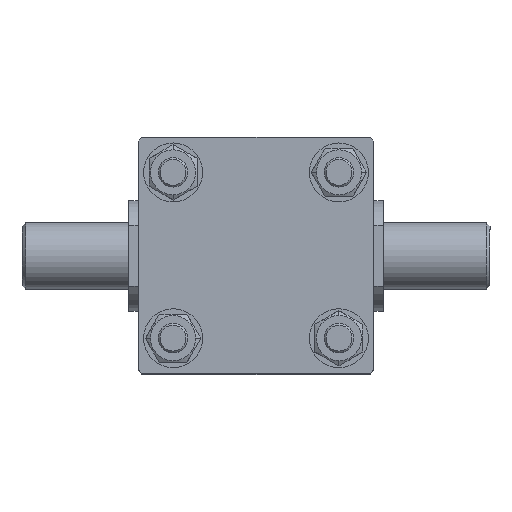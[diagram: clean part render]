
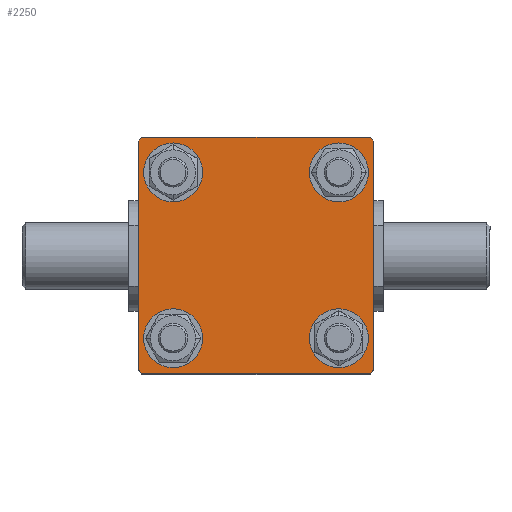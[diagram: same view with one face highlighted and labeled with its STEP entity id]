
A CAD part, top view. The second image highlights one B-rep face of the part: STEP entity #2250.
In plain terms, the highlighted planar face has unit normal (0, 0, 1).
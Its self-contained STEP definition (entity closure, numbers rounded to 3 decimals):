
#1666 = FACE_BOUND ( 'NONE', #9257, .T. ) ;
#1669 = FACE_OUTER_BOUND ( 'NONE', #9259, .T. ) ;
#1670 = FACE_BOUND ( 'NONE', #9262, .T. ) ;
#1672 = FACE_BOUND ( 'NONE', #9260, .T. ) ;
#1673 = FACE_BOUND ( 'NONE', #9258, .T. ) ;
#2059 = LINE ( 'NONE', #6014, #2067 ) ;
#2066 = LINE ( 'NONE', #6022, #2070 ) ;
#2067 = VECTOR ( 'NONE', #6019, 1000. ) ;
#2070 = VECTOR ( 'NONE', #6020, 1000. ) ;
#2071 = LINE ( 'NONE', #6041, #2075 ) ;
#2073 = CIRCLE ( 'NONE', #3211, 4.5 ) ;
#2074 = LINE ( 'NONE', #6045, #2077 ) ;
#2075 = VECTOR ( 'NONE', #6029, 1000. ) ;
#2076 = CIRCLE ( 'NONE', #3212, 4.5 ) ;
#2077 = VECTOR ( 'NONE', #6046, 1000. ) ;
#2079 = CIRCLE ( 'NONE', #3214, 4.5 ) ;
#2081 = CIRCLE ( 'NONE', #3213, 4.5 ) ;
#2089 = LINE ( 'NONE', #6090, #2096 ) ;
#2096 = VECTOR ( 'NONE', #6105, 1000. ) ;
#2098 = LINE ( 'NONE', #6127, #2105 ) ;
#2105 = VECTOR ( 'NONE', #6139, 1000. ) ;
#2110 = LINE ( 'NONE', #6154, #2111 ) ;
#2111 = VECTOR ( 'NONE', #6155, 1000. ) ;
#2116 = LINE ( 'NONE', #6172, #2119 ) ;
#2119 = VECTOR ( 'NONE', #6173, 1000. ) ;
#2250 = ADVANCED_FACE ( 'NONE', ( #1670, #1673, #1666, #1672, #1669 ), #4678, .F. ) ;
#2590 = CARTESIAN_POINT ( 'NONE',  ( 22.5, 22.5, 15. ) ) ;
#2591 = DIRECTION ( 'NONE',  ( 0., 0., -1. ) ) ;
#2592 = DIRECTION ( 'NONE',  ( -1., 0., 0. ) ) ;
#2610 = CARTESIAN_POINT ( 'NONE',  ( 22.5, -22.5, 15. ) ) ;
#2611 = DIRECTION ( 'NONE',  ( 0., 0., -1. ) ) ;
#2612 = DIRECTION ( 'NONE',  ( -1., 0., 0. ) ) ;
#2664 = CARTESIAN_POINT ( 'NONE',  ( -22.5, -22.5, 15. ) ) ;
#2665 = DIRECTION ( 'NONE',  ( 0., 0., -1. ) ) ;
#2666 = DIRECTION ( 'NONE',  ( -1., 0., 0. ) ) ;
#2709 = CARTESIAN_POINT ( 'NONE',  ( -22.5, 22.5, 15. ) ) ;
#2710 = DIRECTION ( 'NONE',  ( 0., 0., -1. ) ) ;
#2711 = DIRECTION ( 'NONE',  ( -1., 0., 0. ) ) ;
#3030 = AXIS2_PLACEMENT_3D ( 'NONE', #4675, #4672, #4671 ) ;
#3211 = AXIS2_PLACEMENT_3D ( 'NONE', #6042, #6043, #6044 ) ;
#3212 = AXIS2_PLACEMENT_3D ( 'NONE', #6049, #6050, #6051 ) ;
#3213 = AXIS2_PLACEMENT_3D ( 'NONE', #6077, #6078, #6079 ) ;
#3214 = AXIS2_PLACEMENT_3D ( 'NONE', #6082, #6083, #6084 ) ;
#3249 = AXIS2_PLACEMENT_3D ( 'NONE', #2590, #2591, #2592 ) ;
#3252 = AXIS2_PLACEMENT_3D ( 'NONE', #2610, #2611, #2612 ) ;
#3259 = AXIS2_PLACEMENT_3D ( 'NONE', #2664, #2665, #2666 ) ;
#3271 = AXIS2_PLACEMENT_3D ( 'NONE', #2709, #2710, #2711 ) ;
#3492 = ORIENTED_EDGE ( 'NONE', *, *, #5056, .T. ) ;
#3493 = ORIENTED_EDGE ( 'NONE', *, *, #4917, .T. ) ;
#3556 = ORIENTED_EDGE ( 'NONE', *, *, #5040, .T. ) ;
#3748 = VERTEX_POINT ( 'NONE', #7484 ) ;
#3754 = VERTEX_POINT ( 'NONE', #7490 ) ;
#3757 = VERTEX_POINT ( 'NONE', #7493 ) ;
#3758 = VERTEX_POINT ( 'NONE', #7494 ) ;
#3759 = VERTEX_POINT ( 'NONE', #7495 ) ;
#3762 = VERTEX_POINT ( 'NONE', #7498 ) ;
#3763 = VERTEX_POINT ( 'NONE', #7499 ) ;
#3766 = VERTEX_POINT ( 'NONE', #7502 ) ;
#3767 = VERTEX_POINT ( 'NONE', #7503 ) ;
#3795 = VERTEX_POINT ( 'NONE', #7531 ) ;
#3797 = VERTEX_POINT ( 'NONE', #7533 ) ;
#3798 = VERTEX_POINT ( 'NONE', #7534 ) ;
#3799 = VERTEX_POINT ( 'NONE', #7535 ) ;
#3801 = VERTEX_POINT ( 'NONE', #7537 ) ;
#3802 = VERTEX_POINT ( 'NONE', #7538 ) ;
#3804 = VERTEX_POINT ( 'NONE', #7540 ) ;
#4671 = DIRECTION ( 'NONE',  ( -1., 0., 0. ) ) ;
#4672 = DIRECTION ( 'NONE',  ( 0., 0., -1. ) ) ;
#4675 = CARTESIAN_POINT ( 'NONE',  ( 0., 0., 15. ) ) ;
#4678 = PLANE ( 'NONE',  #3030 ) ;
#4904 = EDGE_CURVE ( 'NONE', #3801, #3748, #2059, .T. ) ;
#4906 = EDGE_CURVE ( 'NONE', #3797, #3804, #2066, .T. ) ;
#4909 = EDGE_CURVE ( 'NONE', #3767, #3766, #2073, .T. ) ;
#4910 = EDGE_CURVE ( 'NONE', #3799, #3802, #2071, .T. ) ;
#4911 = EDGE_CURVE ( 'NONE', #3795, #3798, #2074, .T. ) ;
#4912 = EDGE_CURVE ( 'NONE', #3763, #3762, #2076, .T. ) ;
#4917 = EDGE_CURVE ( 'NONE', #3759, #3758, #2081, .T. ) ;
#4918 = EDGE_CURVE ( 'NONE', #3757, #3754, #2079, .T. ) ;
#4925 = EDGE_CURVE ( 'NONE', #3804, #3801, #2089, .T. ) ;
#4932 = EDGE_CURVE ( 'NONE', #3802, #3797, #2098, .T. ) ;
#4936 = EDGE_CURVE ( 'NONE', #3798, #3799, #2110, .T. ) ;
#4941 = EDGE_CURVE ( 'NONE', #3748, #3795, #2116, .T. ) ;
#5013 = EDGE_CURVE ( 'NONE', #3766, #3767, #6343, .T. ) ;
#5021 = EDGE_CURVE ( 'NONE', #3762, #3763, #6357, .T. ) ;
#5040 = EDGE_CURVE ( 'NONE', #3758, #3759, #6377, .T. ) ;
#5056 = EDGE_CURVE ( 'NONE', #3754, #3757, #6397, .T. ) ;
#6014 = CARTESIAN_POINT ( 'NONE',  ( 32., -31., 15. ) ) ;
#6019 = DIRECTION ( 'NONE',  ( 0.707, 0.707, 0. ) ) ;
#6020 = DIRECTION ( 'NONE',  ( 0.707, -0.707, 0. ) ) ;
#6022 = CARTESIAN_POINT ( 'NONE',  ( -31., -32., 15. ) ) ;
#6029 = DIRECTION ( 'NONE',  ( -0.707, -0.707, 0. ) ) ;
#6041 = CARTESIAN_POINT ( 'NONE',  ( -32., 31., 15. ) ) ;
#6042 = CARTESIAN_POINT ( 'NONE',  ( 22.5, 22.5, 15. ) ) ;
#6043 = DIRECTION ( 'NONE',  ( 0., 0., -1. ) ) ;
#6044 = DIRECTION ( 'NONE',  ( -1., 0., 0. ) ) ;
#6045 = CARTESIAN_POINT ( 'NONE',  ( 31., 32., 15. ) ) ;
#6046 = DIRECTION ( 'NONE',  ( -0.707, 0.707, 0. ) ) ;
#6049 = CARTESIAN_POINT ( 'NONE',  ( 22.5, -22.5, 15. ) ) ;
#6050 = DIRECTION ( 'NONE',  ( 0., 0., -1. ) ) ;
#6051 = DIRECTION ( 'NONE',  ( -1., 0., 0. ) ) ;
#6077 = CARTESIAN_POINT ( 'NONE',  ( -22.5, -22.5, 15. ) ) ;
#6078 = DIRECTION ( 'NONE',  ( 0., 0., -1. ) ) ;
#6079 = DIRECTION ( 'NONE',  ( -1., 0., 0. ) ) ;
#6082 = CARTESIAN_POINT ( 'NONE',  ( -22.5, 22.5, 15. ) ) ;
#6083 = DIRECTION ( 'NONE',  ( 0., 0., -1. ) ) ;
#6084 = DIRECTION ( 'NONE',  ( -1., 0., 0. ) ) ;
#6090 = CARTESIAN_POINT ( 'NONE',  ( -32., -32., 15. ) ) ;
#6105 = DIRECTION ( 'NONE',  ( 1., 0., 0. ) ) ;
#6127 = CARTESIAN_POINT ( 'NONE',  ( -32., -32., 15. ) ) ;
#6139 = DIRECTION ( 'NONE',  ( 0., -1., 0. ) ) ;
#6154 = CARTESIAN_POINT ( 'NONE',  ( -32., 32., 15. ) ) ;
#6155 = DIRECTION ( 'NONE',  ( -1., 0., 0. ) ) ;
#6172 = CARTESIAN_POINT ( 'NONE',  ( 32., -32., 15. ) ) ;
#6173 = DIRECTION ( 'NONE',  ( 0., 1., 0. ) ) ;
#6343 = CIRCLE ( 'NONE', #3249, 4.5 ) ;
#6357 = CIRCLE ( 'NONE', #3252, 4.5 ) ;
#6377 = CIRCLE ( 'NONE', #3259, 4.5 ) ;
#6397 = CIRCLE ( 'NONE', #3271, 4.5 ) ;
#7484 = CARTESIAN_POINT ( 'NONE',  ( 32., -31., 15. ) ) ;
#7490 = CARTESIAN_POINT ( 'NONE',  ( -18., 22.5, 15. ) ) ;
#7493 = CARTESIAN_POINT ( 'NONE',  ( -27., 22.5, 15. ) ) ;
#7494 = CARTESIAN_POINT ( 'NONE',  ( -18., -22.5, 15. ) ) ;
#7495 = CARTESIAN_POINT ( 'NONE',  ( -27., -22.5, 15. ) ) ;
#7498 = CARTESIAN_POINT ( 'NONE',  ( 27., -22.5, 15. ) ) ;
#7499 = CARTESIAN_POINT ( 'NONE',  ( 18., -22.5, 15. ) ) ;
#7502 = CARTESIAN_POINT ( 'NONE',  ( 27., 22.5, 15. ) ) ;
#7503 = CARTESIAN_POINT ( 'NONE',  ( 18., 22.5, 15. ) ) ;
#7531 = CARTESIAN_POINT ( 'NONE',  ( 32., 31., 15. ) ) ;
#7533 = CARTESIAN_POINT ( 'NONE',  ( -32., -31., 15. ) ) ;
#7534 = CARTESIAN_POINT ( 'NONE',  ( 31., 32., 15. ) ) ;
#7535 = CARTESIAN_POINT ( 'NONE',  ( -31., 32., 15. ) ) ;
#7537 = CARTESIAN_POINT ( 'NONE',  ( 31., -32., 15. ) ) ;
#7538 = CARTESIAN_POINT ( 'NONE',  ( -32., 31., 15. ) ) ;
#7540 = CARTESIAN_POINT ( 'NONE',  ( -31., -32., 15. ) ) ;
#8614 = ORIENTED_EDGE ( 'NONE', *, *, #4932, .T. ) ;
#8637 = ORIENTED_EDGE ( 'NONE', *, *, #4910, .T. ) ;
#8649 = ORIENTED_EDGE ( 'NONE', *, *, #4904, .T. ) ;
#8705 = ORIENTED_EDGE ( 'NONE', *, *, #4925, .T. ) ;
#8753 = ORIENTED_EDGE ( 'NONE', *, *, #4906, .T. ) ;
#8912 = ORIENTED_EDGE ( 'NONE', *, *, #5013, .T. ) ;
#8913 = ORIENTED_EDGE ( 'NONE', *, *, #4912, .T. ) ;
#8914 = ORIENTED_EDGE ( 'NONE', *, *, #4909, .T. ) ;
#8915 = ORIENTED_EDGE ( 'NONE', *, *, #4911, .T. ) ;
#8916 = ORIENTED_EDGE ( 'NONE', *, *, #4941, .T. ) ;
#8917 = ORIENTED_EDGE ( 'NONE', *, *, #4936, .T. ) ;
#8918 = ORIENTED_EDGE ( 'NONE', *, *, #5021, .T. ) ;
#9257 = EDGE_LOOP ( 'NONE', ( #8913, #8918 ) ) ;
#9258 = EDGE_LOOP ( 'NONE', ( #3493, #3556 ) ) ;
#9259 = EDGE_LOOP ( 'NONE', ( #8916, #8915, #8917, #8637, #8614, #8753, #8705, #8649 ) ) ;
#9260 = EDGE_LOOP ( 'NONE', ( #8914, #8912 ) ) ;
#9262 = EDGE_LOOP ( 'NONE', ( #9379, #3492 ) ) ;
#9379 = ORIENTED_EDGE ( 'NONE', *, *, #4918, .T. ) ;
